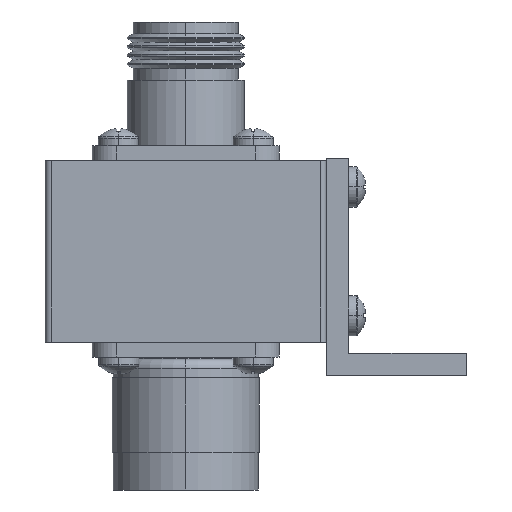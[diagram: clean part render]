
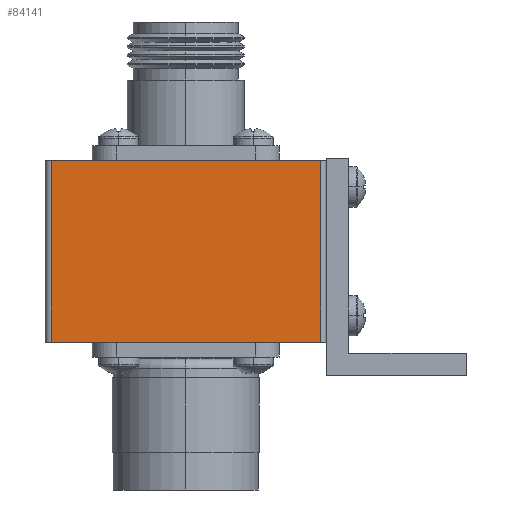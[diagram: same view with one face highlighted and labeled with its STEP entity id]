
A CAD part, front view. The second image highlights one B-rep face of the part: STEP entity #84141.
In plain terms, the highlighted planar face has unit normal (0, -1, 0).
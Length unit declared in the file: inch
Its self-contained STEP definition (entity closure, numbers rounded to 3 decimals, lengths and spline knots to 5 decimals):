
#3333 = EDGE_CURVE ( 'NONE', #89570, #66784, #31821, .T. ) ;
#4821 = ORIENTED_EDGE ( 'NONE', *, *, #85037, .T. ) ;
#5623 = CARTESIAN_POINT ( 'NONE',  ( 0.72, -0.25, -0.485 ) ) ;
#14845 = DIRECTION ( 'NONE',  ( 1., 0., 0. ) ) ;
#16483 = DIRECTION ( 'NONE',  ( 1., 0., 0. ) ) ;
#16798 = ORIENTED_EDGE ( 'NONE', *, *, #73507, .T. ) ;
#19050 = CARTESIAN_POINT ( 'NONE',  ( 0.72, -0.25, 0.485 ) ) ;
#21266 = VERTEX_POINT ( 'NONE', #28880 ) ;
#21979 = CARTESIAN_POINT ( 'NONE',  ( -0.72, -0.25, 0.485 ) ) ;
#24156 = PLANE ( 'NONE',  #70689 ) ;
#28880 = CARTESIAN_POINT ( 'NONE',  ( -0.72, -0.25, -0.485 ) ) ;
#31821 = LINE ( 'NONE', #86514, #82219 ) ;
#34767 = VECTOR ( 'NONE', #42636, 39.37008 ) ;
#36907 = EDGE_LOOP ( 'NONE', ( #80050, #4821, #93057, #16798 ) ) ;
#42636 = DIRECTION ( 'NONE',  ( 0., 0., -1. ) ) ;
#47134 = FACE_OUTER_BOUND ( 'NONE', #36907, .T. ) ;
#51660 = CARTESIAN_POINT ( 'NONE',  ( -0.75, -0.25, -0.485 ) ) ;
#63426 = DIRECTION ( 'NONE',  ( 0., 0., 1. ) ) ;
#63702 = VECTOR ( 'NONE', #100661, 39.37008 ) ;
#66784 = VERTEX_POINT ( 'NONE', #19050 ) ;
#67121 = LINE ( 'NONE', #98401, #34767 ) ;
#70689 = AXIS2_PLACEMENT_3D ( 'NONE', #86511, #71131, #63426 ) ;
#71131 = DIRECTION ( 'NONE',  ( 0., 1., 0. ) ) ;
#72536 = VERTEX_POINT ( 'NONE', #5623 ) ;
#73507 = EDGE_CURVE ( 'NONE', #72536, #66784, #83774, .T. ) ;
#79330 = VECTOR ( 'NONE', #14845, 39.37008 ) ;
#80050 = ORIENTED_EDGE ( 'NONE', *, *, #3333, .F. ) ;
#82219 = VECTOR ( 'NONE', #16483, 39.37008 ) ;
#83774 = LINE ( 'NONE', #91447, #63702 ) ;
#84141 = ADVANCED_FACE ( 'NONE', ( #47134 ), #24156, .F. ) ;
#85037 = EDGE_CURVE ( 'NONE', #89570, #21266, #67121, .T. ) ;
#86511 = CARTESIAN_POINT ( 'NONE',  ( -0.75, -0.25, 0.485 ) ) ;
#86514 = CARTESIAN_POINT ( 'NONE',  ( -0.75, -0.25, 0.485 ) ) ;
#89570 = VERTEX_POINT ( 'NONE', #21979 ) ;
#91447 = CARTESIAN_POINT ( 'NONE',  ( 0.72, -0.25, 0.485 ) ) ;
#93057 = ORIENTED_EDGE ( 'NONE', *, *, #96061, .T. ) ;
#96061 = EDGE_CURVE ( 'NONE', #21266, #72536, #100789, .T. ) ;
#98401 = CARTESIAN_POINT ( 'NONE',  ( -0.72, -0.25, 0.485 ) ) ;
#100661 = DIRECTION ( 'NONE',  ( 0., 0., 1. ) ) ;
#100789 = LINE ( 'NONE', #51660, #79330 ) ;
